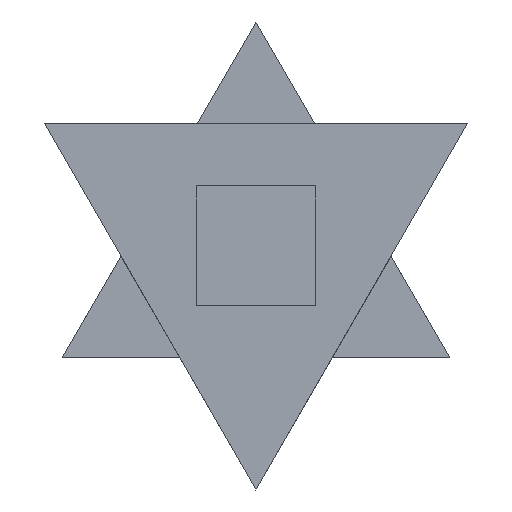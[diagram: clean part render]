
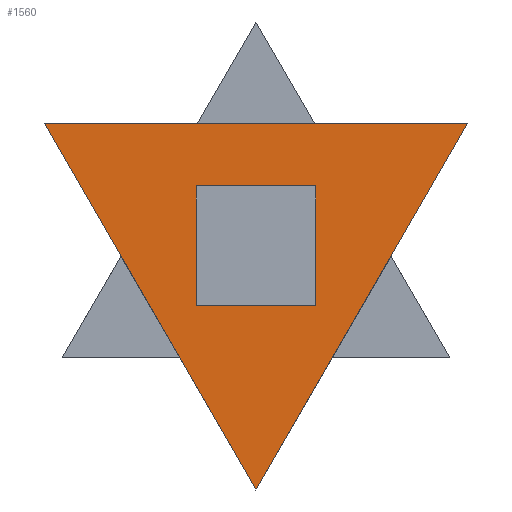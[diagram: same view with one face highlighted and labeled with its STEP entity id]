
A CAD part, front view. The second image highlights one B-rep face of the part: STEP entity #1560.
In plain terms, the highlighted planar face has unit normal (0, -1, 0).
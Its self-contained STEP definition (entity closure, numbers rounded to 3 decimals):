
#7 = FACE_BOUND ( 'NONE', #694, .T. ) ;
#55 = CARTESIAN_POINT ( 'NONE',  ( -8.5, 17., -8.5 ) ) ;
#65 = CARTESIAN_POINT ( 'NONE',  ( -30., 17., 17.321 ) ) ;
#97 = ORIENTED_EDGE ( 'NONE', *, *, #1738, .F. ) ;
#116 = DIRECTION ( 'NONE',  ( 1., 0., 0. ) ) ;
#148 = DIRECTION ( 'NONE',  ( -1., 0., 0. ) ) ;
#326 = LINE ( 'NONE', #1595, #1465 ) ;
#328 = VECTOR ( 'NONE', #1389, 1000. ) ;
#370 = ORIENTED_EDGE ( 'NONE', *, *, #1707, .F. ) ;
#371 = EDGE_CURVE ( 'NONE', #493, #1988, #326, .T. ) ;
#377 = LINE ( 'NONE', #65, #1535 ) ;
#439 = VERTEX_POINT ( 'NONE', #55 ) ;
#482 = ORIENTED_EDGE ( 'NONE', *, *, #625, .T. ) ;
#493 = VERTEX_POINT ( 'NONE', #1833 ) ;
#559 = LINE ( 'NONE', #1187, #1399 ) ;
#600 = DIRECTION ( 'NONE',  ( -0.5, 0., 0.866 ) ) ;
#609 = DIRECTION ( 'NONE',  ( 0., 0., 1. ) ) ;
#625 = EDGE_CURVE ( 'NONE', #1988, #439, #1247, .T. ) ;
#626 = LINE ( 'NONE', #1710, #328 ) ;
#694 = EDGE_LOOP ( 'NONE', ( #1265, #1672, #482, #1887 ) ) ;
#733 = VERTEX_POINT ( 'NONE', #1292 ) ;
#738 = CARTESIAN_POINT ( 'NONE',  ( 0., 17., -34.641 ) ) ;
#762 = CARTESIAN_POINT ( 'NONE',  ( -8.5, 17., -8.5 ) ) ;
#764 = CARTESIAN_POINT ( 'NONE',  ( -8.5, 17., 8.5 ) ) ;
#791 = CARTESIAN_POINT ( 'NONE',  ( 0., 17., -34.641 ) ) ;
#870 = EDGE_CURVE ( 'NONE', #733, #1515, #559, .T. ) ;
#884 = FACE_OUTER_BOUND ( 'NONE', #904, .T. ) ;
#889 = VERTEX_POINT ( 'NONE', #1510 ) ;
#904 = EDGE_LOOP ( 'NONE', ( #97, #370, #1746 ) ) ;
#1036 = DIRECTION ( 'NONE',  ( -0.5, 0., -0.866 ) ) ;
#1050 = VECTOR ( 'NONE', #600, 1000. ) ;
#1053 = CARTESIAN_POINT ( 'NONE',  ( -8.5, 17., 8.5 ) ) ;
#1081 = DIRECTION ( 'NONE',  ( 0., 1., 0. ) ) ;
#1187 = CARTESIAN_POINT ( 'NONE',  ( 30., 17., 17.321 ) ) ;
#1200 = LINE ( 'NONE', #1053, #1631 ) ;
#1204 = VECTOR ( 'NONE', #148, 1000. ) ;
#1247 = LINE ( 'NONE', #762, #1204 ) ;
#1265 = ORIENTED_EDGE ( 'NONE', *, *, #1284, .T. ) ;
#1270 = CARTESIAN_POINT ( 'NONE',  ( 0., 17., 0. ) ) ;
#1284 = EDGE_CURVE ( 'NONE', #1287, #493, #1200, .T. ) ;
#1287 = VERTEX_POINT ( 'NONE', #764 ) ;
#1292 = CARTESIAN_POINT ( 'NONE',  ( 30., 17., 17.321 ) ) ;
#1389 = DIRECTION ( 'NONE',  ( 0., 0., 1. ) ) ;
#1399 = VECTOR ( 'NONE', #1036, 1000. ) ;
#1465 = VECTOR ( 'NONE', #1891, 1000. ) ;
#1510 = CARTESIAN_POINT ( 'NONE',  ( -30., 17., 17.321 ) ) ;
#1515 = VERTEX_POINT ( 'NONE', #738 ) ;
#1535 = VECTOR ( 'NONE', #1931, 1000. ) ;
#1560 = ADVANCED_FACE ( 'NONE', ( #884, #7 ), #1863, .F. ) ;
#1565 = LINE ( 'NONE', #791, #1050 ) ;
#1569 = AXIS2_PLACEMENT_3D ( 'NONE', #1270, #1081, #609 ) ;
#1595 = CARTESIAN_POINT ( 'NONE',  ( 8.5, 17., -8.5 ) ) ;
#1619 = EDGE_CURVE ( 'NONE', #439, #1287, #626, .T. ) ;
#1631 = VECTOR ( 'NONE', #116, 1000. ) ;
#1672 = ORIENTED_EDGE ( 'NONE', *, *, #371, .T. ) ;
#1707 = EDGE_CURVE ( 'NONE', #1515, #889, #1565, .T. ) ;
#1710 = CARTESIAN_POINT ( 'NONE',  ( -8.5, 17., -8.5 ) ) ;
#1738 = EDGE_CURVE ( 'NONE', #889, #733, #377, .T. ) ;
#1746 = ORIENTED_EDGE ( 'NONE', *, *, #870, .F. ) ;
#1833 = CARTESIAN_POINT ( 'NONE',  ( 8.5, 17., 8.5 ) ) ;
#1836 = CARTESIAN_POINT ( 'NONE',  ( 8.5, 17., -8.5 ) ) ;
#1863 = PLANE ( 'NONE',  #1569 ) ;
#1887 = ORIENTED_EDGE ( 'NONE', *, *, #1619, .T. ) ;
#1891 = DIRECTION ( 'NONE',  ( 0., 0., -1. ) ) ;
#1931 = DIRECTION ( 'NONE',  ( 1., 0., 0. ) ) ;
#1988 = VERTEX_POINT ( 'NONE', #1836 ) ;
